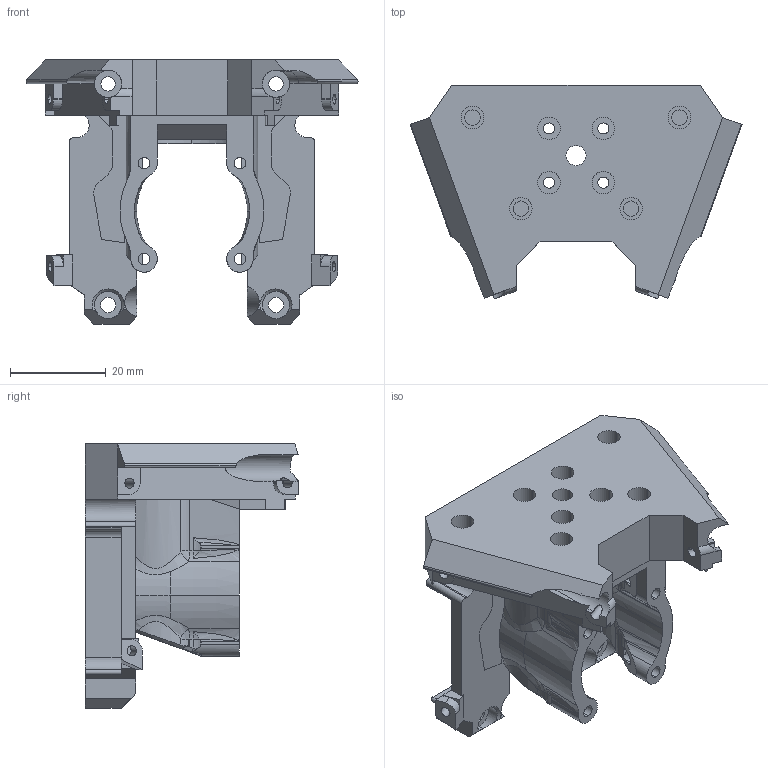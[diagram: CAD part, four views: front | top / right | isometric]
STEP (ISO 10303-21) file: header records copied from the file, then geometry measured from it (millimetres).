
FILE_DESCRIPTION(/* description */ ('STEP AP242','CAx-IF Rec.Pracs.---Representation and Presentation of Product Manufacturing Information (PMI)---4.0---2014-10-13','CAx-IF Rec.Pracs.---3D Tessellated Geometry---0.4---2014-09-14','2;1'),/* implementation_level */ '2;1');
FILE_NAME(/* name */ '65385b24cd1c704aa42531b3',/* time_stamp */ '2023-10-25T00:02:45Z',/* author */ (''),/* organization */ (''),/* preprocessor_version */ 'ST-DEVELOPER v19.4',/* originating_system */ ' ',/* authorisation */ ' ');
FILE_SCHEMA (('AP242_MANAGED_MODEL_BASED_3D_ENGINEERING_MIM_LF { 1 0 10303 442 1 1 4 }'));
Length unit declared in the file: metre
Products named in the file (1): Dragon
Bounding box: 69.25 x 44.51 x 55.12 mm (x, y, z)
Volume: 32076.5 mm3; surface area: 16664.4 mm2
Topology: 1 solids, 4 shells, 457 faces, 1322 edges, 883 vertices
Faces by surface type: cylinder 190, plane 170, bspline 71, torus 20, cone 6
Entity records: 17408 total; most frequent: CARTESIAN_POINT 5782, ORIENTED_EDGE 2644, DIRECTION 2175, EDGE_CURVE 1322, VERTEX_POINT 883, AXIS2_PLACEMENT_3D 808, LINE 559, VECTOR 559
